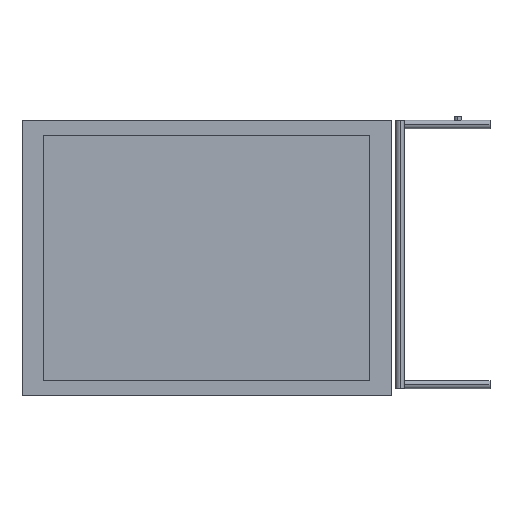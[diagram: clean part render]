
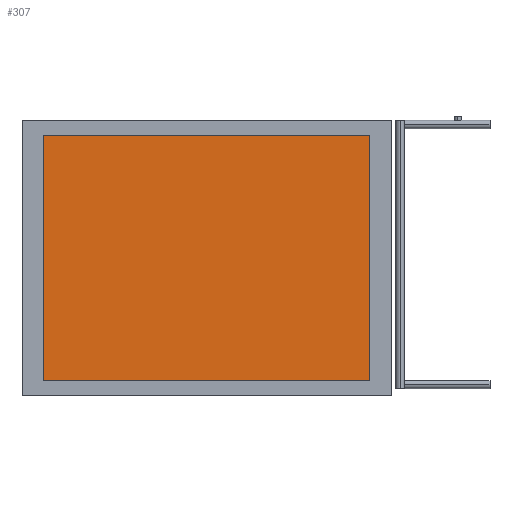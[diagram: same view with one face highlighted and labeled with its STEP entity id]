
A CAD part, top view. The second image highlights one B-rep face of the part: STEP entity #307.
In plain terms, the highlighted planar face has unit normal (0, 0, 1).
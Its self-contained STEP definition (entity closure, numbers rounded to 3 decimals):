
#7 = AXIS2_PLACEMENT_3D ( 'NONE', #208, #125, #436 ) ;
#19 = ORIENTED_EDGE ( 'NONE', *, *, #815, .T. ) ;
#20 = CARTESIAN_POINT ( 'NONE',  ( -380., 285.75, 125. ) ) ;
#34 = DIRECTION ( 'NONE',  ( 1., 0., 0. ) ) ;
#77 = ORIENTED_EDGE ( 'NONE', *, *, #652, .T. ) ;
#117 = EDGE_CURVE ( 'NONE', #204, #913, #527, .T. ) ;
#125 = DIRECTION ( 'NONE',  ( 0., 0., -1. ) ) ;
#152 = ORIENTED_EDGE ( 'NONE', *, *, #117, .T. ) ;
#178 = VECTOR ( 'NONE', #735, 1000. ) ;
#187 = CARTESIAN_POINT ( 'NONE',  ( 380., 285.75, 125. ) ) ;
#204 = VERTEX_POINT ( 'NONE', #187 ) ;
#208 = CARTESIAN_POINT ( 'NONE',  ( 0., 0., 125. ) ) ;
#241 = CARTESIAN_POINT ( 'NONE',  ( -380., 285.75, 125. ) ) ;
#286 = FACE_OUTER_BOUND ( 'NONE', #723, .T. ) ;
#300 = EDGE_CURVE ( 'NONE', #882, #204, #789, .T. ) ;
#307 = ADVANCED_FACE ( 'Y�z3', ( #286 ), #365, .F. ) ;
#326 = LINE ( 'NONE', #704, #663 ) ;
#365 = PLANE ( 'NONE',  #7 ) ;
#367 = CARTESIAN_POINT ( 'NONE',  ( 380., -285.75, 125. ) ) ;
#436 = DIRECTION ( 'NONE',  ( -1., 0., 0. ) ) ;
#468 = DIRECTION ( 'NONE',  ( -1., 0., 0. ) ) ;
#527 = LINE ( 'NONE', #241, #905 ) ;
#537 = DIRECTION ( 'NONE',  ( 0., -1., 0. ) ) ;
#558 = ORIENTED_EDGE ( 'NONE', *, *, #300, .T. ) ;
#652 = EDGE_CURVE ( 'NONE', #845, #882, #326, .T. ) ;
#663 = VECTOR ( 'NONE', #34, 1000. ) ;
#672 = CARTESIAN_POINT ( 'NONE',  ( -380., -285.75, 125. ) ) ;
#677 = VECTOR ( 'NONE', #537, 1000. ) ;
#704 = CARTESIAN_POINT ( 'NONE',  ( 380., -285.75, 125. ) ) ;
#723 = EDGE_LOOP ( 'NONE', ( #77, #558, #152, #19 ) ) ;
#735 = DIRECTION ( 'NONE',  ( 0., 1., 0. ) ) ;
#789 = LINE ( 'NONE', #801, #178 ) ;
#801 = CARTESIAN_POINT ( 'NONE',  ( 380., 285.75, 125. ) ) ;
#815 = EDGE_CURVE ( 'NONE', #913, #845, #891, .T. ) ;
#818 = CARTESIAN_POINT ( 'NONE',  ( -380., -285.75, 125. ) ) ;
#845 = VERTEX_POINT ( 'NONE', #672 ) ;
#882 = VERTEX_POINT ( 'NONE', #367 ) ;
#891 = LINE ( 'NONE', #818, #677 ) ;
#905 = VECTOR ( 'NONE', #468, 1000. ) ;
#913 = VERTEX_POINT ( 'NONE', #20 ) ;
